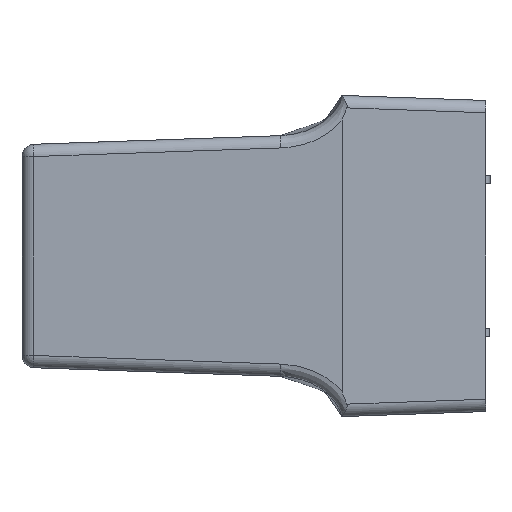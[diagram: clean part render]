
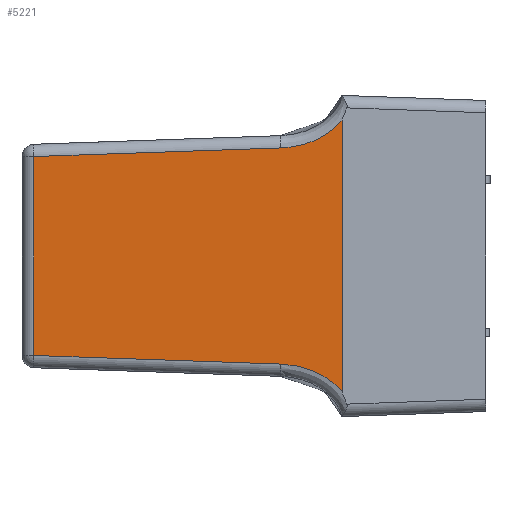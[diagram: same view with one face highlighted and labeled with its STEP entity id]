
A CAD part, left-side view. The second image highlights one B-rep face of the part: STEP entity #5221.
In plain terms, the highlighted face is planar.
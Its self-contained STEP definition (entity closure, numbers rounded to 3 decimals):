
#357=B_SPLINE_CURVE_WITH_KNOTS('',3,(#12684,#12685,#12686,#12687,#12688,
#12689,#12690,#12691,#12692,#12693,#12694,#12695,#12696,#12697,#12698,#12699,
#12700,#12701,#12702,#12703,#12704,#12705,#12706,#12707,#12708,#12709,#12710,
#12711,#12712,#12713,#12714,#12715,#12716,#12717,#12718,#12719,#12720,#12721),
 .UNSPECIFIED.,.F.,.F.,(4,2,2,2,2,2,2,2,2,2,2,2,2,2,2,2,2,2,4),(0.,0.001,
0.001,0.001,0.002,0.002,
0.002,0.003,0.004,0.004,
0.004,0.005,0.005,0.006,
0.006,0.006,0.007,0.008,
0.008),.UNSPECIFIED.);
#360=B_SPLINE_CURVE_WITH_KNOTS('',3,(#12899,#12900,#12901,#12902,#12903,
#12904,#12905,#12906,#12907,#12908,#12909,#12910,#12911,#12912,#12913,#12914,
#12915,#12916,#12917,#12918,#12919,#12920,#12921,#12922,#12923,#12924,#12925,
#12926,#12927,#12928,#12929,#12930,#12931,#12932,#12933,#12934,#12935,#12936),
 .UNSPECIFIED.,.F.,.F.,(4,2,2,2,2,2,2,2,2,2,2,2,2,2,2,2,2,2,4),(0.,0.001,
0.002,0.002,0.003,0.003,
0.003,0.004,0.004,0.004,
0.005,0.006,0.006,0.006,
0.007,0.007,0.007,0.008,
0.008),.UNSPECIFIED.);
#760=LINE('',#12734,#1096);
#766=LINE('',#12758,#1102);
#774=LINE('',#12789,#1110);
#796=LINE('',#13120,#1132);
#1096=VECTOR('',#6928,1000.);
#1102=VECTOR('',#6954,1000.);
#1110=VECTOR('',#6990,1000.);
#1132=VECTOR('',#7074,1000.);
#1534=FACE_OUTER_BOUND('',#2009,.T.);
#2009=EDGE_LOOP('',(#4515,#4516,#4517,#4518,#4519,#4520));
#2667=VERTEX_POINT('',#12681);
#2668=VERTEX_POINT('',#12683);
#2670=VERTEX_POINT('',#12732);
#2678=VERTEX_POINT('',#12756);
#2687=VERTEX_POINT('',#12787);
#2690=VERTEX_POINT('',#12889);
#3278=EDGE_CURVE('',#2668,#2667,#357,.T.);
#3281=EDGE_CURVE('',#2667,#2670,#760,.T.);
#3293=EDGE_CURVE('',#2670,#2678,#766,.T.);
#3309=EDGE_CURVE('',#2678,#2687,#774,.T.);
#3316=EDGE_CURVE('',#2687,#2690,#360,.T.);
#3355=EDGE_CURVE('',#2690,#2668,#796,.T.);
#4515=ORIENTED_EDGE('',*,*,#3355,.T.);
#4516=ORIENTED_EDGE('',*,*,#3278,.T.);
#4517=ORIENTED_EDGE('',*,*,#3281,.T.);
#4518=ORIENTED_EDGE('',*,*,#3293,.T.);
#4519=ORIENTED_EDGE('',*,*,#3309,.T.);
#4520=ORIENTED_EDGE('',*,*,#3316,.T.);
#4892=PLANE('',#5774);
#5221=ADVANCED_FACE('',(#1534),#4892,.T.);
#5774=AXIS2_PLACEMENT_3D('',#13123,#7078,#7079);
#6928=DIRECTION('',(0.035,0.035,-0.999));
#6954=DIRECTION('',(1.,0.,0.));
#6990=DIRECTION('',(0.035,-0.035,0.999));
#7074=DIRECTION('',(-1.,0.,0.));
#7078=DIRECTION('center_axis',(0.,-0.999,-0.035));
#7079=DIRECTION('ref_axis',(0.,0.035,-0.999));
#12681=CARTESIAN_POINT('',(-13.17,-6.932,14.623));
#12683=CARTESIAN_POINT('',(-16.523,-7.193,22.1));
#12684=CARTESIAN_POINT('Ctrl Pts',(-16.523,-7.193,
22.1));
#12685=CARTESIAN_POINT('Ctrl Pts',(-16.314,-7.187,
21.926));
#12686=CARTESIAN_POINT('Ctrl Pts',(-16.114,-7.18,
21.742));
#12687=CARTESIAN_POINT('Ctrl Pts',(-15.867,-7.171,
21.49));
#12688=CARTESIAN_POINT('Ctrl Pts',(-15.81,-7.169,
21.43));
#12689=CARTESIAN_POINT('Ctrl Pts',(-15.715,-7.166,
21.327));
#12690=CARTESIAN_POINT('Ctrl Pts',(-15.676,-7.164,
21.284));
#12691=CARTESIAN_POINT('Ctrl Pts',(-15.53,-7.158,21.119));
#12692=CARTESIAN_POINT('Ctrl Pts',(-15.426,-7.154,
20.994));
#12693=CARTESIAN_POINT('Ctrl Pts',(-15.276,-7.147,
20.804));
#12694=CARTESIAN_POINT('Ctrl Pts',(-15.228,-7.145,20.741));
#12695=CARTESIAN_POINT('Ctrl Pts',(-15.148,-7.142,
20.634));
#12696=CARTESIAN_POINT('Ctrl Pts',(-15.117,-7.14,
20.591));
#12697=CARTESIAN_POINT('Ctrl Pts',(-14.976,-7.133,
20.396));
#12698=CARTESIAN_POINT('Ctrl Pts',(-14.873,-7.128,
20.241));
#12699=CARTESIAN_POINT('Ctrl Pts',(-14.563,-7.111,
19.748));
#12700=CARTESIAN_POINT('Ctrl Pts',(-14.374,-7.098,
19.401));
#12701=CARTESIAN_POINT('Ctrl Pts',(-14.171,-7.083,18.967));
#12702=CARTESIAN_POINT('Ctrl Pts',(-14.136,-7.081,
18.891));
#12703=CARTESIAN_POINT('Ctrl Pts',(-14.088,-7.077,
18.782));
#12704=CARTESIAN_POINT('Ctrl Pts',(-14.074,-7.076,
18.75));
#12705=CARTESIAN_POINT('Ctrl Pts',(-13.991,-7.069,
18.555));
#12706=CARTESIAN_POINT('Ctrl Pts',(-13.926,-7.063,18.391));
#12707=CARTESIAN_POINT('Ctrl Pts',(-13.803,-7.052,
18.059));
#12708=CARTESIAN_POINT('Ctrl Pts',(-13.746,-7.046,
17.892));
#12709=CARTESIAN_POINT('Ctrl Pts',(-13.665,-7.037,
17.635));
#12710=CARTESIAN_POINT('Ctrl Pts',(-13.639,-7.034,17.546));
#12711=CARTESIAN_POINT('Ctrl Pts',(-13.554,-7.023,
17.25));
#12712=CARTESIAN_POINT('Ctrl Pts',(-13.5,-7.016,
17.042));
#12713=CARTESIAN_POINT('Ctrl Pts',(-13.444,-7.007,
16.791));
#12714=CARTESIAN_POINT('Ctrl Pts',(-13.435,-7.006,
16.75));
#12715=CARTESIAN_POINT('Ctrl Pts',(-13.36,-6.994,
16.4));
#12716=CARTESIAN_POINT('Ctrl Pts',(-13.306,-6.983,
16.089));
#12717=CARTESIAN_POINT('Ctrl Pts',(-13.223,-6.961,
15.455));
#12718=CARTESIAN_POINT('Ctrl Pts',(-13.194,-6.949,
15.131));
#12719=CARTESIAN_POINT('Ctrl Pts',(-13.175,-6.936,
14.745));
#12720=CARTESIAN_POINT('Ctrl Pts',(-13.172,-6.934,
14.684));
#12721=CARTESIAN_POINT('Ctrl Pts',(-13.17,-6.932,
14.623));
#12732=CARTESIAN_POINT('',(-12.12,-5.881,-15.452));
#12734=CARTESIAN_POINT('',(-13.484,-7.246,23.63));
#12756=CARTESIAN_POINT('',(12.12,-5.881,-15.452));
#12758=CARTESIAN_POINT('',(13.568,-5.881,-15.452));
#12787=CARTESIAN_POINT('',(13.17,-6.932,14.623));
#12789=CARTESIAN_POINT('',(13.484,-7.246,23.63));
#12889=CARTESIAN_POINT('',(16.523,-7.193,22.1));
#12899=CARTESIAN_POINT('Ctrl Pts',(13.17,-6.932,14.623));
#12900=CARTESIAN_POINT('Ctrl Pts',(13.181,-6.943,14.951));
#12901=CARTESIAN_POINT('Ctrl Pts',(13.206,-6.954,15.275));
#12902=CARTESIAN_POINT('Ctrl Pts',(13.279,-6.977,15.912));
#12903=CARTESIAN_POINT('Ctrl Pts',(13.328,-6.988,16.224));
#12904=CARTESIAN_POINT('Ctrl Pts',(13.401,-7.,16.593));
#12905=CARTESIAN_POINT('Ctrl Pts',(13.413,-7.002,16.651));
#12906=CARTESIAN_POINT('Ctrl Pts',(13.471,-7.012,16.918));
#12907=CARTESIAN_POINT('Ctrl Pts',(13.522,-7.019,17.127));
#12908=CARTESIAN_POINT('Ctrl Pts',(13.59,-7.028,17.375));
#12909=CARTESIAN_POINT('Ctrl Pts',(13.601,-7.029,17.416));
#12910=CARTESIAN_POINT('Ctrl Pts',(13.639,-7.034,17.546));
#12911=CARTESIAN_POINT('Ctrl Pts',(13.665,-7.037,17.635));
#12912=CARTESIAN_POINT('Ctrl Pts',(13.746,-7.046,17.892));
#12913=CARTESIAN_POINT('Ctrl Pts',(13.803,-7.052,18.059));
#12914=CARTESIAN_POINT('Ctrl Pts',(13.926,-7.063,18.391));
#12915=CARTESIAN_POINT('Ctrl Pts',(13.991,-7.069,18.555));
#12916=CARTESIAN_POINT('Ctrl Pts',(14.074,-7.076,18.75));
#12917=CARTESIAN_POINT('Ctrl Pts',(14.088,-7.077,18.782));
#12918=CARTESIAN_POINT('Ctrl Pts',(14.262,-7.091,19.178));
#12919=CARTESIAN_POINT('Ctrl Pts',(14.442,-7.103,19.53));
#12920=CARTESIAN_POINT('Ctrl Pts',(14.686,-7.117,19.942));
#12921=CARTESIAN_POINT('Ctrl Pts',(14.729,-7.12,20.013));
#12922=CARTESIAN_POINT('Ctrl Pts',(14.873,-7.128,20.241));
#12923=CARTESIAN_POINT('Ctrl Pts',(14.976,-7.133,20.396));
#12924=CARTESIAN_POINT('Ctrl Pts',(15.117,-7.14,20.591));
#12925=CARTESIAN_POINT('Ctrl Pts',(15.148,-7.142,20.634));
#12926=CARTESIAN_POINT('Ctrl Pts',(15.277,-7.148,20.807));
#12927=CARTESIAN_POINT('Ctrl Pts',(15.378,-7.152,20.935));
#12928=CARTESIAN_POINT('Ctrl Pts',(15.533,-7.158,21.12));
#12929=CARTESIAN_POINT('Ctrl Pts',(15.585,-7.161,21.181));
#12930=CARTESIAN_POINT('Ctrl Pts',(15.676,-7.164,21.284));
#12931=CARTESIAN_POINT('Ctrl Pts',(15.715,-7.166,21.327));
#12932=CARTESIAN_POINT('Ctrl Pts',(15.938,-7.174,21.569));
#12933=CARTESIAN_POINT('Ctrl Pts',(16.132,-7.181,21.759));
#12934=CARTESIAN_POINT('Ctrl Pts',(16.397,-7.189,21.994));
#12935=CARTESIAN_POINT('Ctrl Pts',(16.46,-7.191,22.047));
#12936=CARTESIAN_POINT('Ctrl Pts',(16.523,-7.193,22.1));
#13120=CARTESIAN_POINT('',(0.,-7.193,22.1));
#13123=CARTESIAN_POINT('Origin',(0.,-7.263,24.1));
